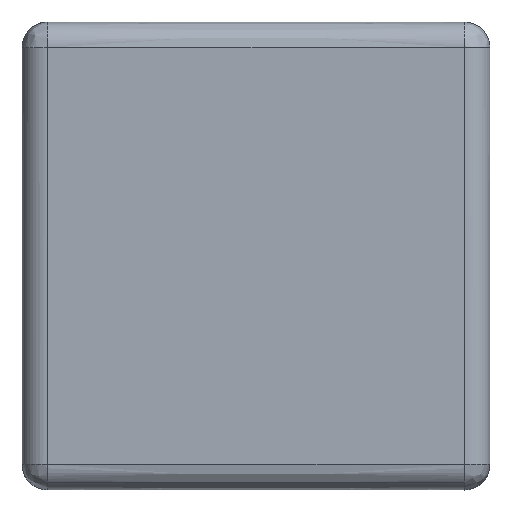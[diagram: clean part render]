
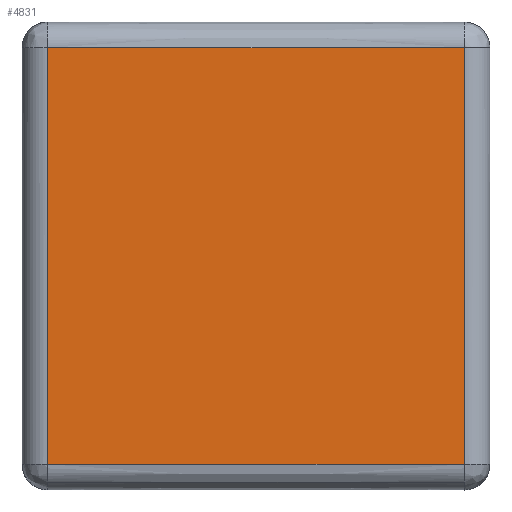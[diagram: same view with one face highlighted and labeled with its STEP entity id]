
A CAD part, front view. The second image highlights one B-rep face of the part: STEP entity #4831.
In plain terms, the highlighted free-form (B-spline) face has degree [1, 1] with [2, 2] control points.
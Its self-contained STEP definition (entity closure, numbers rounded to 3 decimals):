
#4645 = VERTEX_POINT('',#4646);
#4646 = CARTESIAN_POINT('',(293.067,-174.172,
    -293.098));
#4655 = EDGE_CURVE('',#4645,#4656,#4658,.T.);
#4656 = VERTEX_POINT('',#4657);
#4657 = CARTESIAN_POINT('',(16.94,-174.172,
    -293.098));
#4658 = B_SPLINE_CURVE_WITH_KNOTS('',1,(#4659,#4660),.UNSPECIFIED.,.F.,
  .F.,(2,2),(-10.225,-2.1),.PIECEWISE_BEZIER_KNOTS.);
#4659 = CARTESIAN_POINT('',(293.067,-174.172,
    -293.098));
#4660 = CARTESIAN_POINT('',(16.94,-174.172,
    -293.098));
#4757 = VERTEX_POINT('',#4758);
#4758 = CARTESIAN_POINT('',(293.119,-174.172,
    -16.992));
#4763 = EDGE_CURVE('',#4757,#4645,#4764,.T.);
#4764 = B_SPLINE_CURVE_WITH_KNOTS('',1,(#4765,#4766),.UNSPECIFIED.,.F.,
  .F.,(2,2),(0.,8.124),.PIECEWISE_BEZIER_KNOTS.);
#4765 = CARTESIAN_POINT('',(293.119,-174.172,
    -16.992));
#4766 = CARTESIAN_POINT('',(293.067,-174.172,
    -293.098));
#4776 = EDGE_CURVE('',#4757,#4777,#4779,.T.);
#4777 = VERTEX_POINT('',#4778);
#4778 = CARTESIAN_POINT('',(16.992,-174.172,
    -16.992));
#4779 = B_SPLINE_CURVE_WITH_KNOTS('',1,(#4780,#4781),.UNSPECIFIED.,.F.,
  .F.,(2,2),(9.125,17.25),.PIECEWISE_BEZIER_KNOTS.);
#4780 = CARTESIAN_POINT('',(293.119,-174.172,
    -16.992));
#4781 = CARTESIAN_POINT('',(16.992,-174.172,
    -16.992));
#4818 = EDGE_CURVE('',#4777,#4656,#4819,.T.);
#4819 = B_SPLINE_CURVE_WITH_KNOTS('',1,(#4820,#4821),.UNSPECIFIED.,.F.,
  .F.,(2,2),(0.,8.124),.PIECEWISE_BEZIER_KNOTS.);
#4820 = CARTESIAN_POINT('',(16.992,-174.172,
    -16.992));
#4821 = CARTESIAN_POINT('',(16.94,-174.172,
    -293.098));
#4831 = ADVANCED_FACE('',(#4832),#4838,.T.);
#4832 = FACE_BOUND('',#4833,.T.);
#4833 = EDGE_LOOP('',(#4834,#4835,#4836,#4837));
#4834 = ORIENTED_EDGE('',*,*,#4763,.F.);
#4835 = ORIENTED_EDGE('',*,*,#4776,.T.);
#4836 = ORIENTED_EDGE('',*,*,#4818,.T.);
#4837 = ORIENTED_EDGE('',*,*,#4655,.F.);
#4838 = B_SPLINE_SURFACE_WITH_KNOTS('',1,1,(
    (#4839,#4840)
    ,(#4841,#4842
    )),.UNSPECIFIED.,.F.,.F.,.F.,(2,2),(2,2),(0.,206.359),(
    -206.414,0.),.PIECEWISE_BEZIER_KNOTS.);
#4839 = CARTESIAN_POINT('',(16.94,-174.172,
    -16.992));
#4840 = CARTESIAN_POINT('',(293.119,-174.172,
    -16.992));
#4841 = CARTESIAN_POINT('',(16.94,-174.172,
    -293.098));
#4842 = CARTESIAN_POINT('',(293.119,-174.172,
    -293.098));
